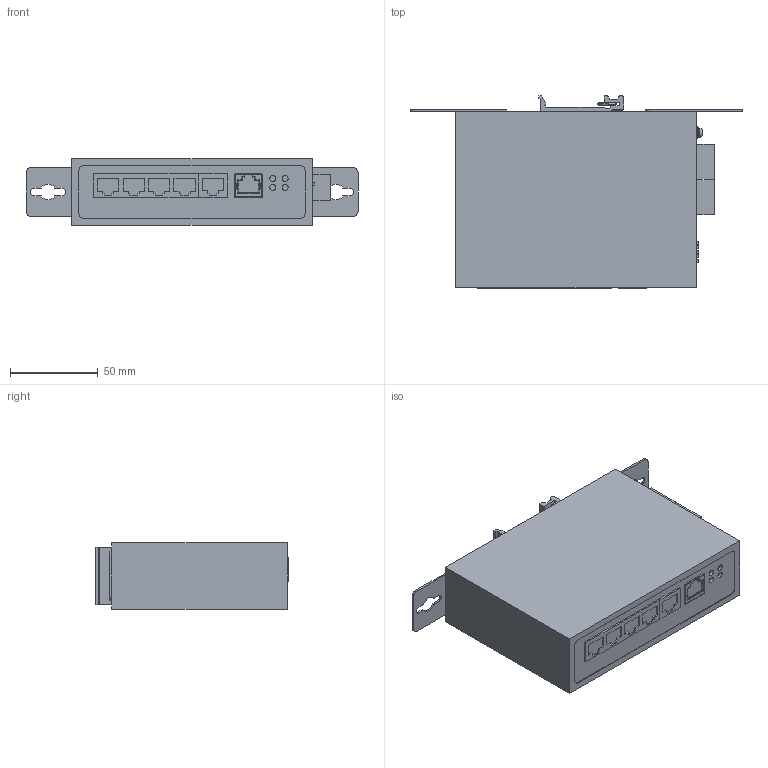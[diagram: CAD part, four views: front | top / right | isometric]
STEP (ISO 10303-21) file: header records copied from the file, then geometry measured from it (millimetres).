
FILE_DESCRIPTION((''),'2;1');
FILE_NAME('R486G-20221122','2022-11-22T',('tp-link'),(''),'PRO/ENGINEER BY PARAMETRIC TECHNOLOGY CORPORATION, 2013230','PRO/ENGINEER BY PARAMETRIC TECHNOLOGY CORPORATION, 2013230','');
FILE_SCHEMA(('AUTOMOTIVE_DESIGN { 1 0 10303 214 1 1 1 1 }'));
Length unit declared in the file: millimetre
Products named in the file (1): R486G-20221122
Bounding box: 189 x 109.4 x 38 mm (x, y, z)
Volume: 532879.1 mm3; surface area: 55111.2 mm2
Topology: 1 solids, 1 shells, 543 faces, 1422 edges, 917 vertices
Faces by surface type: plane 314, cylinder 178, bspline 20, cone 20, torus 7, sphere 4
Entity records: 17825 total; most frequent: CARTESIAN_POINT 4015, ORIENTED_EDGE 2836, DIRECTION 2694, EDGE_CURVE 1418, VECTOR 976, LINE 976, VERTEX_POINT 917, AXIS2_PLACEMENT_3D 859
